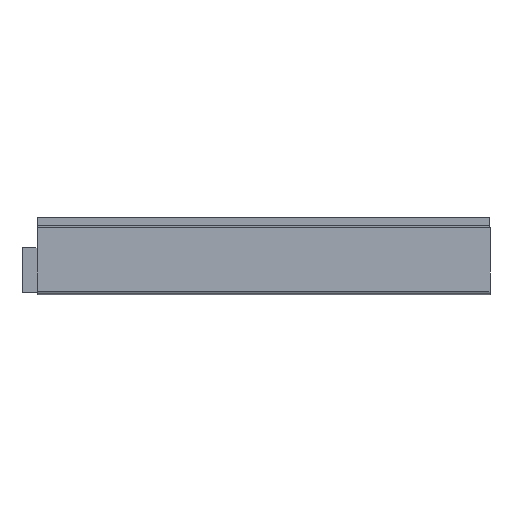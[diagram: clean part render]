
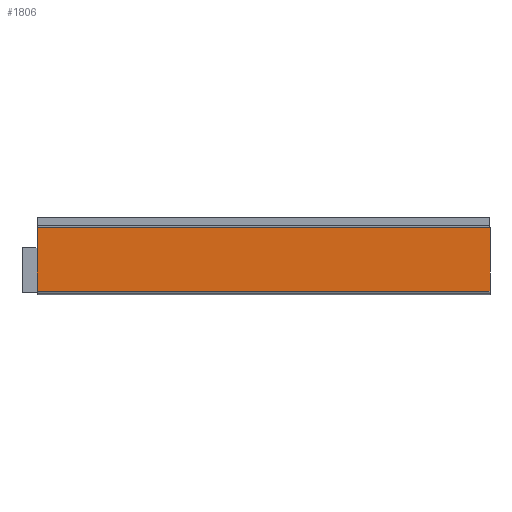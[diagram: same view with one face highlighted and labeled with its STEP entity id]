
A CAD part, top view. The second image highlights one B-rep face of the part: STEP entity #1806.
In plain terms, the highlighted planar face has unit normal (0, 0, 1).
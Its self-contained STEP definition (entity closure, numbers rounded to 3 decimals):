
#16 = CARTESIAN_POINT ( 'NONE',  ( 88.4, 0.7, 0. ) ) ;
#79 = CARTESIAN_POINT ( 'NONE',  ( -2., 13.4, 0. ) ) ;
#96 = DIRECTION ( 'NONE',  ( 0., 1., 0. ) ) ;
#106 = DIRECTION ( 'NONE',  ( -1., 0., 0. ) ) ;
#229 = ORIENTED_EDGE ( 'NONE', *, *, #1810, .T. ) ;
#249 = VECTOR ( 'NONE', #1829, 1000. ) ;
#309 = ORIENTED_EDGE ( 'NONE', *, *, #1708, .T. ) ;
#374 = EDGE_CURVE ( 'NONE', #1050, #1939, #1562, .T. ) ;
#403 = LINE ( 'NONE', #1377, #863 ) ;
#420 = VERTEX_POINT ( 'NONE', #16 ) ;
#451 = CARTESIAN_POINT ( 'NONE',  ( -2., 0.7, 0. ) ) ;
#682 = ORIENTED_EDGE ( 'NONE', *, *, #1162, .T. ) ;
#754 = VECTOR ( 'NONE', #1912, 1000. ) ;
#863 = VECTOR ( 'NONE', #1551, 1000. ) ;
#868 = VERTEX_POINT ( 'NONE', #451 ) ;
#927 = CARTESIAN_POINT ( 'NONE',  ( 88.4, 0., 0. ) ) ;
#940 = LINE ( 'NONE', #927, #1196 ) ;
#1007 = EDGE_LOOP ( 'NONE', ( #682, #229, #1856, #309 ) ) ;
#1050 = VERTEX_POINT ( 'NONE', #1731 ) ;
#1162 = EDGE_CURVE ( 'NONE', #868, #420, #1927, .T. ) ;
#1196 = VECTOR ( 'NONE', #96, 1000. ) ;
#1250 = PLANE ( 'NONE',  #1863 ) ;
#1377 = CARTESIAN_POINT ( 'NONE',  ( -2., 0., 0. ) ) ;
#1551 = DIRECTION ( 'NONE',  ( 0., -1., 0. ) ) ;
#1562 = LINE ( 'NONE', #1677, #249 ) ;
#1677 = CARTESIAN_POINT ( 'NONE',  ( -2., 13.4, 0. ) ) ;
#1708 = EDGE_CURVE ( 'NONE', #1939, #868, #403, .T. ) ;
#1731 = CARTESIAN_POINT ( 'NONE',  ( 88.4, 13.4, 0. ) ) ;
#1751 = DIRECTION ( 'NONE',  ( 0., 0., -1. ) ) ;
#1769 = FACE_OUTER_BOUND ( 'NONE', #1007, .T. ) ;
#1806 = ADVANCED_FACE ( 'NONE', ( #1769 ), #1250, .F. ) ;
#1810 = EDGE_CURVE ( 'NONE', #420, #1050, #940, .T. ) ;
#1829 = DIRECTION ( 'NONE',  ( -1., 0., 0. ) ) ;
#1856 = ORIENTED_EDGE ( 'NONE', *, *, #374, .T. ) ;
#1863 = AXIS2_PLACEMENT_3D ( 'NONE', #1897, #1751, #106 ) ;
#1897 = CARTESIAN_POINT ( 'NONE',  ( 0., 0., 0. ) ) ;
#1912 = DIRECTION ( 'NONE',  ( 1., 0., 0. ) ) ;
#1923 = CARTESIAN_POINT ( 'NONE',  ( -2., 0.7, 0. ) ) ;
#1927 = LINE ( 'NONE', #1923, #754 ) ;
#1939 = VERTEX_POINT ( 'NONE', #79 ) ;
